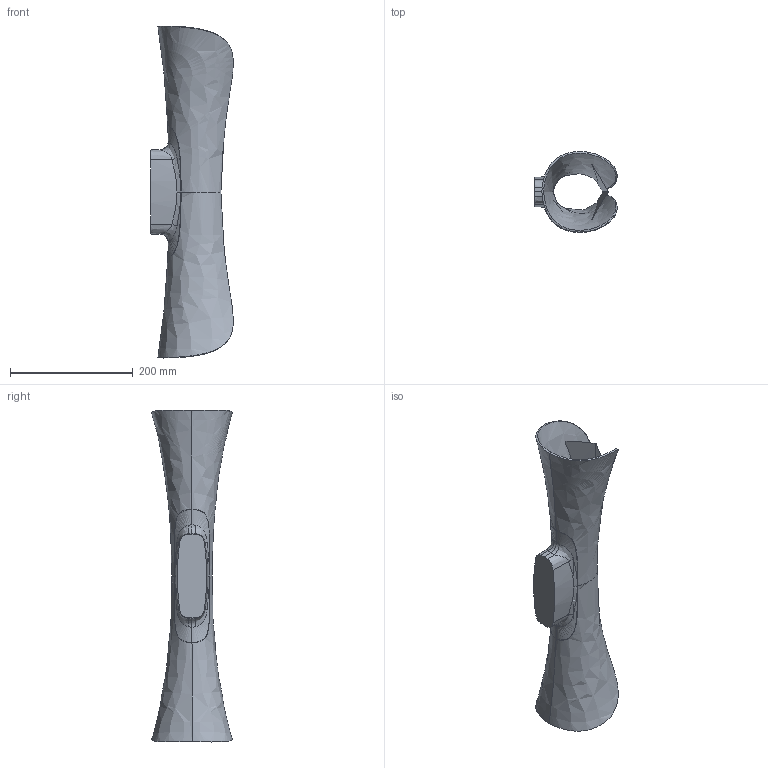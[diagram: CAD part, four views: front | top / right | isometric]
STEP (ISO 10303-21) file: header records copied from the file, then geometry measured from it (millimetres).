
FILE_DESCRIPTION(/* description */ (''),/* implementation_level */ '2;1');
FILE_NAME(/* name */ 'Cadmo_3D',/* time_stamp */ '2012-02-27T15:31:25+01:00',/* author */ (''),/* organization */ (''),/* preprocessor_version */ 'ST-DEVELOPER v10',/* originating_system */ '',/* authorisation */ '');
FILE_SCHEMA (('CONFIG_CONTROL_DESIGN'));
Length unit declared in the file: centimetre
Products named in the file (1): 1
Bounding box: 134.22 x 131.33 x 540.79 mm (x, y, z)
Volume: 595474.3 mm3; surface area: 315823.7 mm2
Topology: 1 solids, 2 shells, 77 faces, 251 edges, 173 vertices
Faces by surface type: bspline 76, plane 1
Entity records: 14852 total; most frequent: CARTESIAN_POINT 13425, ORIENTED_EDGE 468, EDGE_CURVE 247, VERTEX_POINT 173, B_SPLINE_CURVE_WITH_KNOTS 171, ADVANCED_FACE 77, FACE_OUTER_BOUND 77, EDGE_LOOP 77
